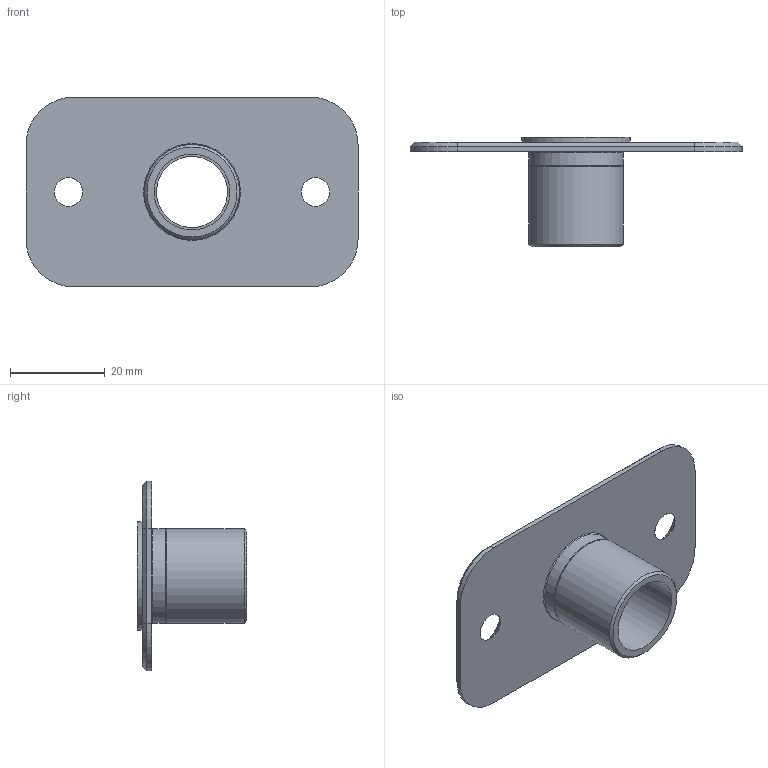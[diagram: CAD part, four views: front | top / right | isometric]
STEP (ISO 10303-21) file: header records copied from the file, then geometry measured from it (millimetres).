
FILE_DESCRIPTION (( 'STEP AP214' ), '1' );
FILE_NAME ('000411-A-Ceiling plate Ø15 with extension-assy.STEP', '2022-03-29T09:46:59', ( '' ), ( '' ), 'SwSTEP 2.0', 'SolidWorks 2021', '' );
FILE_SCHEMA (( 'AUTOMOTIVE_DESIGN' ));
Length unit declared in the file: millimetre
Products named in the file (1): 000411-A-Ceiling plate Ø15  with extension-assy
Bounding box: 69.95 x 23 x 39.95 mm (x, y, z)
Surface area: 7914 mm2 (no closed solid volume)
Topology: 0 solids, 3 shells, 34 faces, 76 edges, 47 vertices
Faces by surface type: plane 13, cylinder 11, cone 9, torus 1
Full cylindrical faces by diameter (mm): 6 x2, 15 x1, 16 x1, 20 x2, 23 x1
Entity records: 1277 total; most frequent: DIRECTION 166, CARTESIAN_POINT 143, ORIENTED_EDGE 118, AXIS2_PLACEMENT_3D 69, EDGE_CURVE 62, EDGE_LOOP 56, VERTEX_POINT 46, FACE_OUTER_BOUND 42
